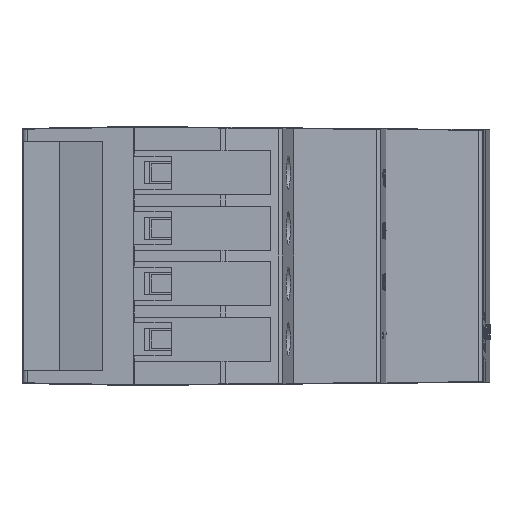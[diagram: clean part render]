
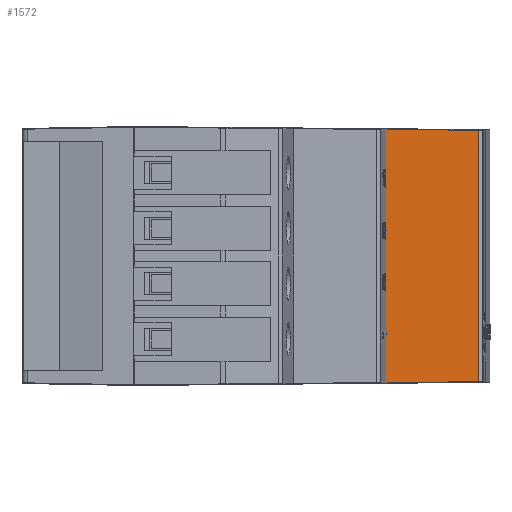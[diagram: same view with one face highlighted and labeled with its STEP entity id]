
A CAD part, front view. The second image highlights one B-rep face of the part: STEP entity #1572.
In plain terms, the highlighted planar face has unit normal (0.038, -0.999, 0).
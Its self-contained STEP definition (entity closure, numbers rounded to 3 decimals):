
#1572=ADVANCED_FACE('',(#3660),#3662,.T.);
#3660=FACE_BOUND('',#3661,.T.);
#3661=EDGE_LOOP('',(#60092,#60093,#60094,#60095));
#3662=PLANE('',#3663);
#3663=AXIS2_PLACEMENT_3D('',#3664,#3665,#3666);
#3664=CARTESIAN_POINT('',(12.5,-22.5,0.));
#3665=DIRECTION('',(0.038,-0.999,0.));
#3666=DIRECTION('',(0.999,0.038,0.));
#60092=ORIENTED_EDGE('',*,*,#66091,.F.);
#60093=ORIENTED_EDGE('',*,*,#66092,.F.);
#60094=ORIENTED_EDGE('',*,*,#66093,.T.);
#60095=ORIENTED_EDGE('',*,*,#66088,.T.);
#66088=EDGE_CURVE('',#69186,#69184,#69187,.T.);
#66091=EDGE_CURVE('',#69191,#69184,#69192,.T.);
#66092=EDGE_CURVE('',#69193,#69191,#69194,.T.);
#66093=EDGE_CURVE('',#69193,#69186,#69195,.T.);
#69184=VERTEX_POINT('',#74466);
#69186=VERTEX_POINT('',#74471);
#69187=LINE('',#74472,#74473);
#69191=VERTEX_POINT('',#74483);
#69192=LINE('',#74484,#74485);
#69193=VERTEX_POINT('',#74487);
#69194=LINE('',#74488,#74489);
#69195=LINE('',#74491,#74492);
#74466=CARTESIAN_POINT('',(24.976,-22.02,34.494));
#74471=CARTESIAN_POINT('',(24.976,-22.02,0.506));
#74472=CARTESIAN_POINT('',(24.976,-22.02,0.506));
#74473=VECTOR('',#74474,1.);
#74474=DIRECTION('',(0.,0.,1.));
#74483=CARTESIAN_POINT('',(12.5,-22.5,34.603));
#74484=CARTESIAN_POINT('',(12.5,-22.5,34.603));
#74485=VECTOR('',#74486,1.);
#74486=DIRECTION('',(0.999,0.038,-0.009));
#74487=CARTESIAN_POINT('',(12.5,-22.5,0.397));
#74488=CARTESIAN_POINT('',(12.5,-22.5,0.397));
#74489=VECTOR('',#74490,1.);
#74490=DIRECTION('',(0.,0.,1.));
#74491=CARTESIAN_POINT('',(12.5,-22.5,0.397));
#74492=VECTOR('',#74493,1.);
#74493=DIRECTION('',(0.999,0.038,0.009));
